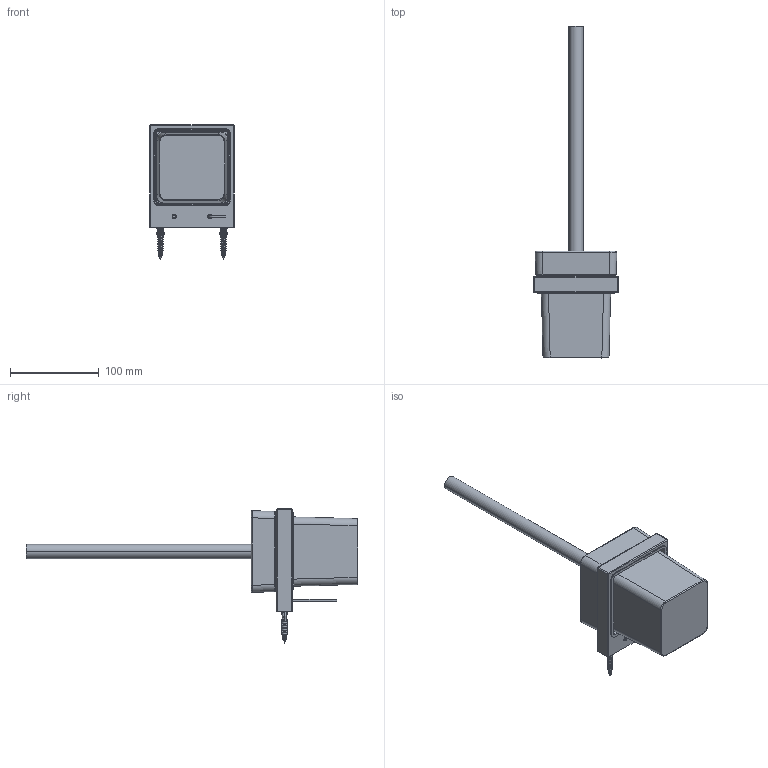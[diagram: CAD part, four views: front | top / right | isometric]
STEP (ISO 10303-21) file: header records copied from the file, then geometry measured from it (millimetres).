
FILE_DESCRIPTION((''),'2;1');
FILE_NAME('BL-94611-IBG_ASM','2024-03-13T',('Administrator'),(''),'PRO/ENGINEER BY PARAMETRIC TECHNOLOGY CORPORATION, 2015240','PRO/ENGINEER BY PARAMETRIC TECHNOLOGY CORPORATION, 2015240','');
FILE_SCHEMA(('CONFIG_CONTROL_DESIGN'));
Length unit declared in the file: millimetre
Products named in the file (12): 94611-001; 94611-002; 94611-003; BLC0114WXX; 94611-01_ASM; 94611-004; 94611-005; AGC0437_ASM; SCT0016WGR; BLC0022WXX; BLC0025WXX; BL-94611-IBG_ASM
Assembly tree (14 placements, depth 4):
  BL-94611-IBG_ASM
    AGC0437_ASM
      94611-01_ASM
        94611-001
        94611-002
        94611-003
        BLC0114WXX  x2
      94611-004
      94611-005
    SCT0016WGR  x2
    BLC0022WXX  x2
    BLC0025WXX
Bounding box: 95 x 373.5 x 151 mm (x, y, z)
Volume: 567635.2 mm3; surface area: 174413.4 mm2
Topology: 12 solids, 18 shells, 744 faces, 1878 edges, 1167 vertices
Faces by surface type: cylinder 326, plane 226, bspline 106, cone 44, torus 36, sphere 6
Entity records: 24787 total; most frequent: CARTESIAN_POINT 12297, ORIENTED_EDGE 2610, DIRECTION 2465, EDGE_CURVE 1313, AXIS2_PLACEMENT_3D 919, VERTEX_POINT 812, VECTOR 627, LINE 627
